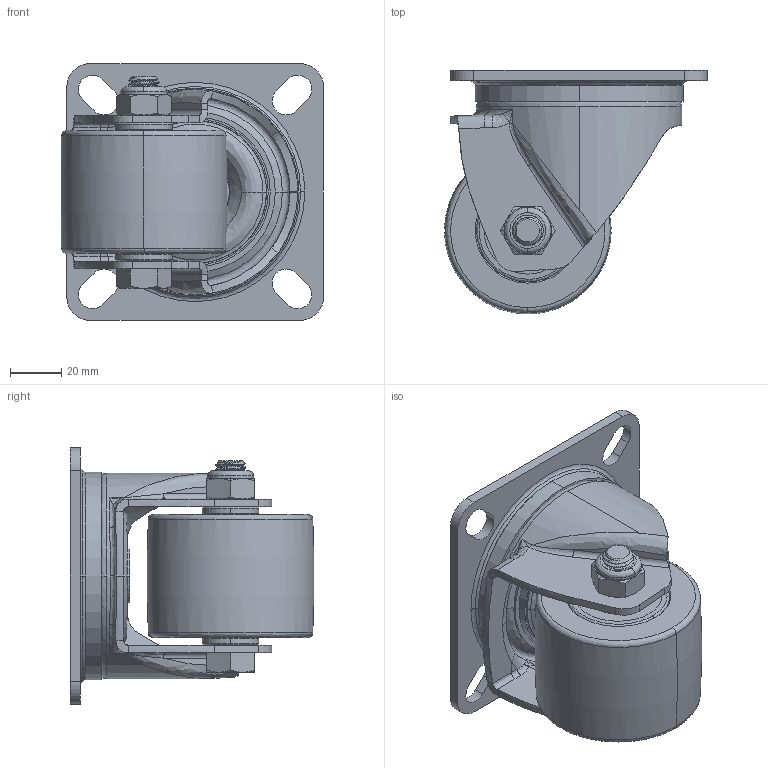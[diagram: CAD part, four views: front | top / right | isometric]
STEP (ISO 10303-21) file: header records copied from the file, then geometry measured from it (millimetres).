
FILE_DESCRIPTION (( 'STEP AP214' ), '1' );
FILE_NAME ('0054893.step', '2022-11-15T11:46:27', ( '' ), ( '' ), 'SwSTEP 2.0', 'SolidWorks 2020', '' );
FILE_SCHEMA (( 'AUTOMOTIVE_DESIGN' ));
Length unit declared in the file: millimetre
Products named in the file (1): 0054893
Bounding box: 102.44 x 94.95 x 100 mm (x, y, z)
Volume: 242910.9 mm3; surface area: 99358 mm2
Topology: 5 solids, 8 shells, 841 faces, 2269 edges, 1479 vertices
Faces by surface type: plane 508, cylinder 140, bspline 125, cone 64, torus 4
Entity records: 36003 total; most frequent: CARTESIAN_POINT 15529, ORIENTED_EDGE 4522, DIRECTION 3795, EDGE_CURVE 2261, VERTEX_POINT 1475, LINE 1457, VECTOR 1457, AXIS2_PLACEMENT_3D 1169
